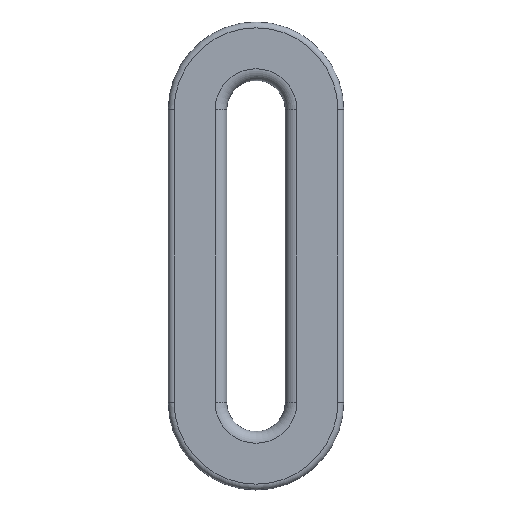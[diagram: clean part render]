
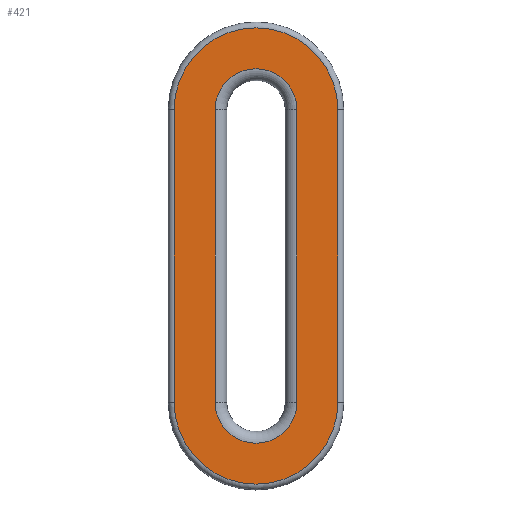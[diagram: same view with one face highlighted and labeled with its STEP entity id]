
A CAD part, left-side view. The second image highlights one B-rep face of the part: STEP entity #421.
In plain terms, the highlighted planar face has unit normal (-1, 0, 0).
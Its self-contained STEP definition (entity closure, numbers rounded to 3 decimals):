
#16=FACE_BOUND('',#75,.T.);
#21=PLANE('',#490);
#46=FACE_OUTER_BOUND('',#74,.T.);
#74=EDGE_LOOP('',(#332,#333,#334,#335));
#75=EDGE_LOOP('',(#336,#337,#338,#339));
#100=LINE('',#710,#130);
#103=LINE('',#725,#133);
#107=LINE('',#737,#137);
#108=LINE('',#741,#138);
#130=VECTOR('',#567,10.);
#133=VECTOR('',#584,10.);
#137=VECTOR('',#600,10.);
#138=VECTOR('',#603,10.);
#165=CIRCLE('',#482,14.);
#168=CIRCLE('',#487,14.);
#169=CIRCLE('',#491,7.);
#170=CIRCLE('',#492,7.);
#196=VERTEX_POINT('',#707);
#197=VERTEX_POINT('',#709);
#199=VERTEX_POINT('',#715);
#201=VERTEX_POINT('',#721);
#203=VERTEX_POINT('',#735);
#204=VERTEX_POINT('',#736);
#205=VERTEX_POINT('',#738);
#206=VERTEX_POINT('',#740);
#238=EDGE_CURVE('',#196,#197,#100,.T.);
#243=EDGE_CURVE('',#197,#199,#165,.T.);
#246=EDGE_CURVE('',#199,#201,#103,.T.);
#248=EDGE_CURVE('',#201,#196,#168,.T.);
#252=EDGE_CURVE('',#203,#204,#107,.T.);
#253=EDGE_CURVE('',#205,#203,#169,.T.);
#254=EDGE_CURVE('',#206,#205,#108,.T.);
#255=EDGE_CURVE('',#204,#206,#170,.T.);
#332=ORIENTED_EDGE('',*,*,#238,.F.);
#333=ORIENTED_EDGE('',*,*,#248,.F.);
#334=ORIENTED_EDGE('',*,*,#246,.F.);
#335=ORIENTED_EDGE('',*,*,#243,.F.);
#336=ORIENTED_EDGE('',*,*,#252,.F.);
#337=ORIENTED_EDGE('',*,*,#253,.F.);
#338=ORIENTED_EDGE('',*,*,#254,.F.);
#339=ORIENTED_EDGE('',*,*,#255,.F.);
#421=ADVANCED_FACE('',(#46,#16),#21,.F.);
#482=AXIS2_PLACEMENT_3D('',#719,#577,#578);
#487=AXIS2_PLACEMENT_3D('',#728,#589,#590);
#490=AXIS2_PLACEMENT_3D('',#734,#598,#599);
#491=AXIS2_PLACEMENT_3D('',#739,#601,#602);
#492=AXIS2_PLACEMENT_3D('',#742,#604,#605);
#567=DIRECTION('',(0.,0.,1.));
#577=DIRECTION('center_axis',(1.,0.,0.));
#578=DIRECTION('ref_axis',(0.,0.,1.));
#584=DIRECTION('',(0.,0.,-1.));
#589=DIRECTION('center_axis',(1.,0.,0.));
#590=DIRECTION('ref_axis',(0.,0.,-1.));
#598=DIRECTION('center_axis',(1.,0.,0.));
#599=DIRECTION('ref_axis',(0.,0.,-1.));
#600=DIRECTION('',(0.,0.,-1.));
#601=DIRECTION('center_axis',(-1.,0.,0.));
#602=DIRECTION('ref_axis',(0.,0.,1.));
#603=DIRECTION('',(0.,0.,1.));
#604=DIRECTION('center_axis',(-1.,0.,0.));
#605=DIRECTION('ref_axis',(0.,0.,-1.));
#707=CARTESIAN_POINT('',(0.,14.,-55.));
#709=CARTESIAN_POINT('',(0.,14.,-5.));
#710=CARTESIAN_POINT('',(0.,14.,-42.5));
#715=CARTESIAN_POINT('',(0.,-14.,-5.));
#719=CARTESIAN_POINT('Origin',(0.,0.,-5.));
#721=CARTESIAN_POINT('',(0.,-14.,-55.));
#725=CARTESIAN_POINT('',(0.,-14.,-17.5));
#728=CARTESIAN_POINT('Origin',(0.,0.,-55.));
#734=CARTESIAN_POINT('Origin',(0.,0.,-30.));
#735=CARTESIAN_POINT('',(0.,7.,-5.));
#736=CARTESIAN_POINT('',(0.,7.,-55.));
#737=CARTESIAN_POINT('',(0.,7.,-17.5));
#738=CARTESIAN_POINT('',(0.,-7.,-5.));
#739=CARTESIAN_POINT('Origin',(0.,0.,-5.));
#740=CARTESIAN_POINT('',(0.,-7.,-55.));
#741=CARTESIAN_POINT('',(0.,-7.,-42.5));
#742=CARTESIAN_POINT('Origin',(0.,0.,-55.));
